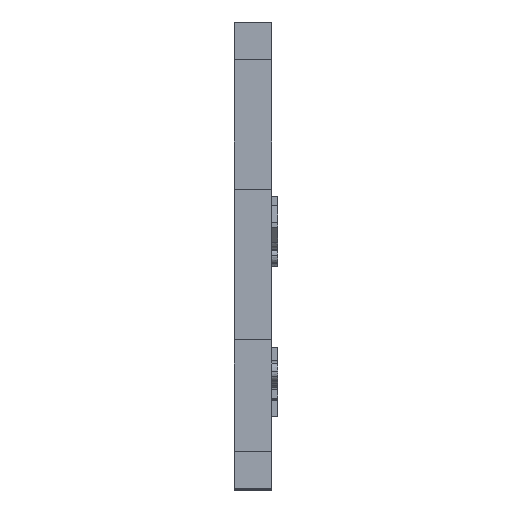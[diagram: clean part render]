
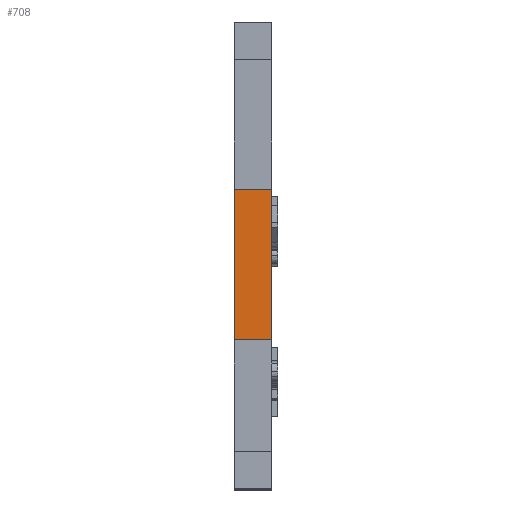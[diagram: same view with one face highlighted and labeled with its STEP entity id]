
A CAD part, top view. The second image highlights one B-rep face of the part: STEP entity #708.
In plain terms, the highlighted planar face has unit normal (0, 0, 1).
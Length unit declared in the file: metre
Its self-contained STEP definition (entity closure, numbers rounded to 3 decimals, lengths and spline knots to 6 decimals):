
#708 = ADVANCED_FACE( '', ( #1576 ), #1577, .T. );
#1576 = FACE_OUTER_BOUND( '', #2674, .T. );
#1577 = PLANE( '', #2675 );
#2674 = EDGE_LOOP( '', ( #5084, #5085, #5086, #5087 ) );
#2675 = AXIS2_PLACEMENT_3D( '', #5088, #5089, #5090 );
#5084 = ORIENTED_EDGE( '', *, *, #6978, .F. );
#5085 = ORIENTED_EDGE( '', *, *, #7364, .T. );
#5086 = ORIENTED_EDGE( '', *, *, #7002, .T. );
#5087 = ORIENTED_EDGE( '', *, *, #7161, .F. );
#5088 = CARTESIAN_POINT( '', ( 0., 0.00275, 0.0205 ) );
#5089 = DIRECTION( '', ( 0., 0., 1. ) );
#5090 = DIRECTION( '', ( 0., -1., 0. ) );
#6978 = EDGE_CURVE( '', #8583, #8585, #8586, .T. );
#7002 = EDGE_CURVE( '', #8618, #8619, #8620, .T. );
#7161 = EDGE_CURVE( '', #8585, #8619, #8863, .F. );
#7364 = EDGE_CURVE( '', #8583, #8618, #9147, .T. );
#8583 = VERTEX_POINT( '', #10962 );
#8585 = VERTEX_POINT( '', #10965 );
#8586 = LINE( '', #10966, #10967 );
#8618 = VERTEX_POINT( '', #11032 );
#8619 = VERTEX_POINT( '', #11033 );
#8620 = LINE( '', #11034, #11035 );
#8863 = LINE( '', #11469, #11470 );
#9147 = LINE( '', #12016, #12017 );
#10962 = CARTESIAN_POINT( '', ( 0., 0.00875, 0.0205 ) );
#10965 = CARTESIAN_POINT( '', ( 0.003, 0.00875, 0.0205 ) );
#10966 = CARTESIAN_POINT( '', ( 0., 0.00875, 0.0205 ) );
#10967 = VECTOR( '', #12787, 1. );
#11032 = CARTESIAN_POINT( '', ( 0., -0.00325, 0.0205 ) );
#11033 = CARTESIAN_POINT( '', ( 0.003, -0.00325, 0.0205 ) );
#11034 = CARTESIAN_POINT( '', ( 0., -0.00325, 0.0205 ) );
#11035 = VECTOR( '', #12793, 1. );
#11469 = CARTESIAN_POINT( '', ( 0.003, 0.0035, 0.0205 ) );
#11470 = VECTOR( '', #12873, 1. );
#12016 = CARTESIAN_POINT( '', ( 0., 0.00275, 0.0205 ) );
#12017 = VECTOR( '', #12944, 1. );
#12787 = DIRECTION( '', ( 1., 0., 0. ) );
#12793 = DIRECTION( '', ( 1., 0., 0. ) );
#12873 = DIRECTION( '', ( 0., 1., 0. ) );
#12944 = DIRECTION( '', ( 0., -1., 0. ) );
